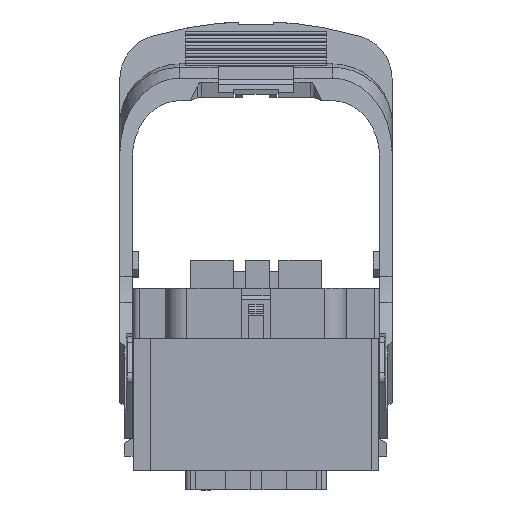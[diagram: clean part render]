
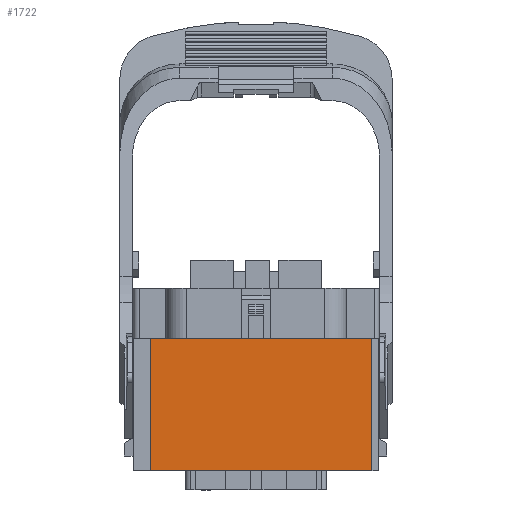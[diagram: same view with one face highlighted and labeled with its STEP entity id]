
A CAD part, front view. The second image highlights one B-rep face of the part: STEP entity #1722.
In plain terms, the highlighted planar face has unit normal (0, -1, 0).
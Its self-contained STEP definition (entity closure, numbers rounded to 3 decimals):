
#1722=ADVANCED_FACE('',(#6354),#4083,.F.);
#4083=PLANE('',#48903);
#6354=FACE_OUTER_BOUND('',#8864,.T.);
#8864=EDGE_LOOP('',(#14218,#14219,#14220,#14221));
#14218=ORIENTED_EDGE('',*,*,#31198,.T.);
#14219=ORIENTED_EDGE('',*,*,#31212,.T.);
#14220=ORIENTED_EDGE('',*,*,#29415,.F.);
#14221=ORIENTED_EDGE('',*,*,#31184,.T.);
#24933=VERTEX_POINT('',#64047);
#24934=VERTEX_POINT('',#64049);
#26299=VERTEX_POINT('',#67841);
#26302=VERTEX_POINT('',#67865);
#29415=EDGE_CURVE('',#24933,#24934,#36195,.T.);
#31184=EDGE_CURVE('',#24933,#26299,#37550,.T.);
#31198=EDGE_CURVE('',#26299,#26302,#37564,.T.);
#31212=EDGE_CURVE('',#26302,#24934,#37575,.T.);
#36195=LINE('',#64048,#42273);
#37550=LINE('',#67842,#43634);
#37564=LINE('',#67866,#43648);
#37575=LINE('',#67893,#43659);
#42273=VECTOR('',#51504,1.);
#43634=VECTOR('',#54367,1.);
#43648=VECTOR('',#54395,1.);
#43659=VECTOR('',#54414,1.);
#48903=AXIS2_PLACEMENT_3D('',#67894,#54415,#54416);
#51504=DIRECTION('',(-1.,0.,0.));
#54367=DIRECTION('',(0.,0.,1.));
#54395=DIRECTION('',(-1.,0.,0.));
#54414=DIRECTION('',(0.,0.,-1.));
#54415=DIRECTION('',(0.,1.,0.));
#54416=DIRECTION('',(0.,0.,1.));
#64047=CARTESIAN_POINT('',(19.45,-34.1,3.2));
#64048=CARTESIAN_POINT('',(-20.35,-34.1,3.2));
#64049=CARTESIAN_POINT('',(-17.686,-34.1,3.2));
#67841=CARTESIAN_POINT('',(19.45,-34.1,25.35));
#67842=CARTESIAN_POINT('',(19.45,-34.1,3.2));
#67865=CARTESIAN_POINT('',(-17.686,-34.1,25.35));
#67866=CARTESIAN_POINT('',(-20.35,-34.1,25.35));
#67893=CARTESIAN_POINT('',(-17.686,-34.1,3.2));
#67894=CARTESIAN_POINT('',(-20.35,-34.1,3.2));
